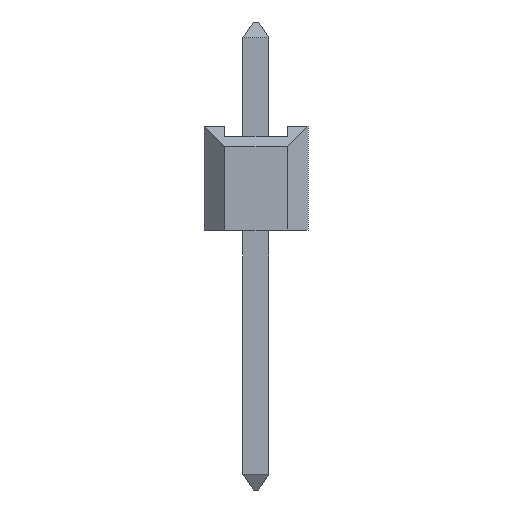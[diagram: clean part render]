
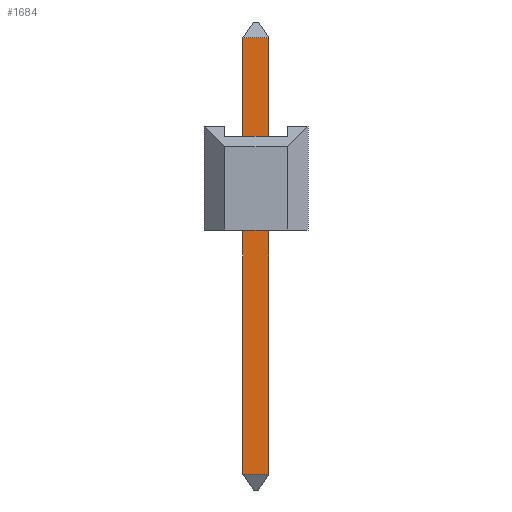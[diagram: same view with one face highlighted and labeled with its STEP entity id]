
A CAD part, front view. The second image highlights one B-rep face of the part: STEP entity #1684.
In plain terms, the highlighted planar face has unit normal (0, -1, 0).
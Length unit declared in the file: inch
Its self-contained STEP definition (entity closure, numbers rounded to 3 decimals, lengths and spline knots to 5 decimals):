
#1684=ADVANCED_FACE('',(#2084),#1888,.T.);
#1888=PLANE('',#5129);
#2084=FACE_OUTER_BOUND('',#2292,.T.);
#2292=EDGE_LOOP('',(#2955,#2956,#2957,#2958));
#2955=ORIENTED_EDGE('',*,*,#3885,.T.);
#2956=ORIENTED_EDGE('',*,*,#3893,.T.);
#2957=ORIENTED_EDGE('',*,*,#3890,.F.);
#2958=ORIENTED_EDGE('',*,*,#3894,.T.);
#3489=VERTEX_POINT('',#6673);
#3490=VERTEX_POINT('',#6675);
#3493=VERTEX_POINT('',#6685);
#3494=VERTEX_POINT('',#6686);
#3885=EDGE_CURVE('',#3490,#3489,#4353,.T.);
#3890=EDGE_CURVE('',#3493,#3494,#4358,.T.);
#3893=EDGE_CURVE('',#3489,#3494,#4361,.T.);
#3894=EDGE_CURVE('',#3493,#3490,#4362,.T.);
#4353=LINE('',#6674,#4821);
#4358=LINE('',#6684,#4826);
#4361=LINE('',#6690,#4829);
#4362=LINE('',#6691,#4830);
#4821=VECTOR('',#5740,1.);
#4826=VECTOR('',#5749,1.);
#4829=VECTOR('',#5754,1.);
#4830=VECTOR('',#5755,1.);
#5129=AXIS2_PLACEMENT_3D('',#6692,#5756,#5757);
#5740=DIRECTION('',(0.,0.,-1.));
#5749=DIRECTION('',(0.,0.,-1.));
#5754=DIRECTION('',(1.,0.,0.));
#5755=DIRECTION('',(-1.,0.,0.));
#5756=DIRECTION('',(0.,-1.,0.));
#5757=DIRECTION('',(0.,0.,-1.));
#6673=CARTESIAN_POINT('',(-0.0125,-0.0125,-0.235));
#6674=CARTESIAN_POINT('',(-0.0125,-0.0125,0.2));
#6675=CARTESIAN_POINT('',(-0.0125,-0.0125,0.185));
#6684=CARTESIAN_POINT('',(0.0125,-0.0125,0.2));
#6685=CARTESIAN_POINT('',(0.0125,-0.0125,0.185));
#6686=CARTESIAN_POINT('',(0.0125,-0.0125,-0.235));
#6690=CARTESIAN_POINT('',(0.0125,-0.0125,-0.235));
#6691=CARTESIAN_POINT('',(-0.0125,-0.0125,0.185));
#6692=CARTESIAN_POINT('',(0.0125,-0.0125,0.2));
